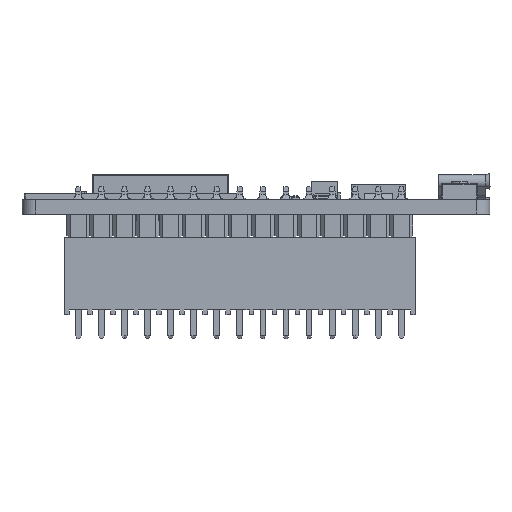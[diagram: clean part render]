
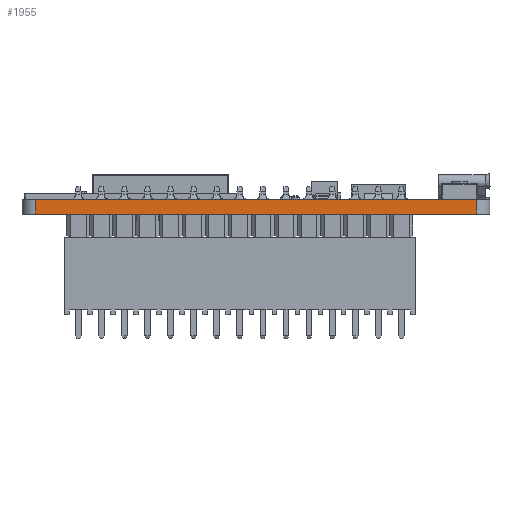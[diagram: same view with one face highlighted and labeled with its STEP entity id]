
A CAD part, left-side view. The second image highlights one B-rep face of the part: STEP entity #1955.
In plain terms, the highlighted face is planar.
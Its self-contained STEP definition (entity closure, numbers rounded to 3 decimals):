
#1935=AXIS2_PLACEMENT_3D('Plane Axis2P3D',#1932,#1933,#1934) ;
#82=CARTESIAN_POINT('Vertex',(0.,-1.5,-14.075)) ;
#85=CARTESIAN_POINT('Line Origine',(0.,-25.75,-14.075)) ;
#89=CARTESIAN_POINT('Vertex',(0.,-50.,-14.075)) ;
#1917=CARTESIAN_POINT('Vertex',(1.6,-1.5,-14.075)) ;
#1920=CARTESIAN_POINT('Line Origine',(3.686,-1.5,-14.075)) ;
#1932=CARTESIAN_POINT('Axis2P3D Location',(0.,-51.5,-14.075)) ;
#1937=CARTESIAN_POINT('Line Origine',(1.6,-25.75,-14.075)) ;
#1941=CARTESIAN_POINT('Vertex',(1.6,-50.,-14.075)) ;
#1944=CARTESIAN_POINT('Line Origine',(0.8,-50.,-14.075)) ;
#86=DIRECTION('Vector Direction',(0.,1.,0.)) ;
#1921=DIRECTION('Vector Direction',(-1.,0.,0.)) ;
#1933=DIRECTION('Axis2P3D Direction',(0.,0.,-1.)) ;
#1934=DIRECTION('Axis2P3D XDirection',(0.,1.,0.)) ;
#1938=DIRECTION('Vector Direction',(0.,1.,0.)) ;
#1945=DIRECTION('Vector Direction',(-1.,0.,0.)) ;
#87=VECTOR('Line Direction',#86,1.) ;
#1922=VECTOR('Line Direction',#1921,1.) ;
#1939=VECTOR('Line Direction',#1938,1.) ;
#1946=VECTOR('Line Direction',#1945,1.) ;
#1950=ORIENTED_EDGE('',*,*,#1943,.F.) ;
#1951=ORIENTED_EDGE('',*,*,#1948,.T.) ;
#1952=ORIENTED_EDGE('',*,*,#91,.T.) ;
#1953=ORIENTED_EDGE('',*,*,#1924,.F.) ;
#1955=ADVANCED_FACE('',(#1954),#1936,.T.) ;
#91=EDGE_CURVE('',#90,#83,#88,.T.) ;
#1924=EDGE_CURVE('',#1918,#83,#1923,.T.) ;
#1943=EDGE_CURVE('',#1942,#1918,#1940,.T.) ;
#1948=EDGE_CURVE('',#1942,#90,#1947,.T.) ;
#1949=EDGE_LOOP('',(#1950,#1951,#1952,#1953)) ;
#1954=FACE_OUTER_BOUND('',#1949,.T.) ;
#88=LINE('Line',#85,#87) ;
#1923=LINE('Line',#1920,#1922) ;
#1940=LINE('Line',#1937,#1939) ;
#1947=LINE('Line',#1944,#1946) ;
#1936=PLANE('Plane',#1935) ;
#83=VERTEX_POINT('',#82) ;
#90=VERTEX_POINT('',#89) ;
#1918=VERTEX_POINT('',#1917) ;
#1942=VERTEX_POINT('',#1941) ;
